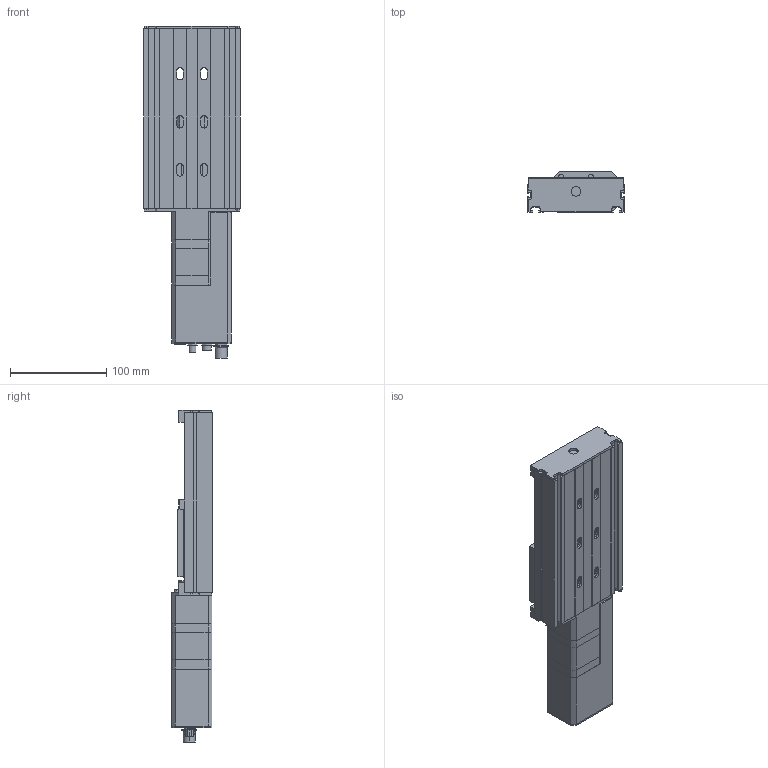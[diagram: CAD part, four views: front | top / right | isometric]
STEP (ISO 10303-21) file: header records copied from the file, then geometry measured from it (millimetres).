
FILE_DESCRIPTION (( 'STEP AP203' ), '1' );
FILE_NAME ('X-LRQ075xL-E01.step', '2023-05-17T23:50:22', ( '' ), ( '' ), 'SwSTEP 2.0', 'SolidWorks 2019', '' );
FILE_SCHEMA (( 'CONFIG_CONTROL_DESIGN' ));
Length unit declared in the file: millimetre
Products named in the file (4): X-LRQ075xL-E01; LRQ_base^LRQ_LRQ075L; LRQ_carriage^LRQ_LRQ; NMS17_motor^LRQ_X-LRQ-E01
Assembly tree (3 placements, depth 2):
  X-LRQ075xL-E01
    LRQ_base^LRQ_LRQ075L
    LRQ_carriage^LRQ_LRQ
    NMS17_motor^LRQ_X-LRQ-E01
Bounding box: 100 x 42.5 x 345.25 mm (x, y, z)
Volume: 744798.6 mm3; surface area: 217299.8 mm2
Topology: 37 solids, 37 shells, 873 faces, 2174 edges, 1433 vertices
Faces by surface type: plane 577, cylinder 258, cone 30, torus 8
Entity records: 26611 total; most frequent: CARTESIAN_POINT 4814, DIRECTION 4461, ORIENTED_EDGE 4332, EDGE_CURVE 2166, VECTOR 1541, LINE 1541, AXIS2_PLACEMENT_3D 1460, VERTEX_POINT 1433
